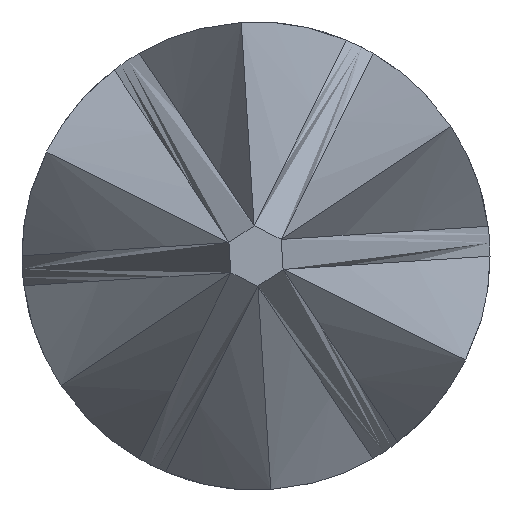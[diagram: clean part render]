
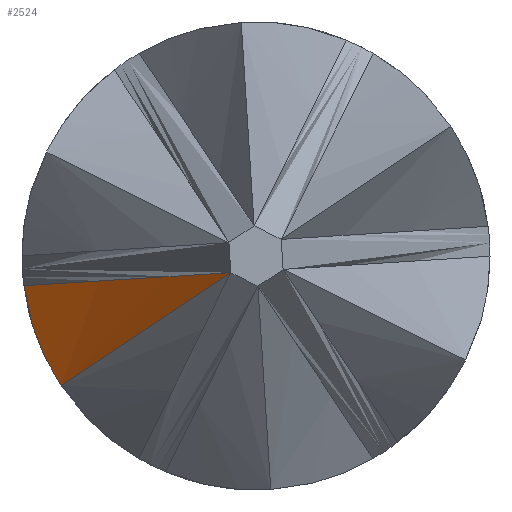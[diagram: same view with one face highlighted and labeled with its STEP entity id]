
A CAD part, left-side view. The second image highlights one B-rep face of the part: STEP entity #2524.
In plain terms, the highlighted free-form (B-spline) face has degree [1, 3] with [2, 4] control points.
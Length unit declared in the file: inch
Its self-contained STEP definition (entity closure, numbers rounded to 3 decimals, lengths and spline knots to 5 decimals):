
#137 =( BOUNDED_SURFACE ( )  B_SPLINE_SURFACE ( 1, 3, ( 
 ( #1136, #1043, #1040, #1039 ),
 ( #1034, #1032, #1031, #1685 ) ),
 .UNSPECIFIED., .F., .F., .T. ) 
 B_SPLINE_SURFACE_WITH_KNOTS ( ( 2, 2 ),
 ( 4, 4 ),
 ( 0., 1. ),
 ( 0., 1. ),
 .UNSPECIFIED. ) 
 GEOMETRIC_REPRESENTATION_ITEM ( )  RATIONAL_B_SPLINE_SURFACE ( (
 ( 1., 0.998, 0.998, 1.),
 ( 1., 0.998, 0.998, 1.) ) ) 
 REPRESENTATION_ITEM ( '' )  SURFACE ( )  );
#244 = CARTESIAN_POINT ( 'NONE',  ( -0.39902, 0.3423, -0.02364 ) ) ;
#246 = DIRECTION ( 'NONE',  ( 0., -0.063, -0.998 ) ) ;
#247 = DIRECTION ( 'NONE',  ( 0., 0.998, -0.063 ) ) ;
#287 = EDGE_CURVE ( 'NONE', #1730, #1684, #2220, .T. ) ;
#473 = FACE_OUTER_BOUND ( 'NONE', #847, .T. ) ;
#566 = B_SPLINE_CURVE_WITH_KNOTS ( 'NONE', 3,
 ( #1458, #1196, #1456, #1455 ),
 .UNSPECIFIED., .F., .F.,
 ( 4, 4 ),
 ( 0., 0.00067 ),
 .UNSPECIFIED. ) ;
#573 = ORIENTED_EDGE ( 'NONE', *, *, #287, .F. ) ;
#590 = ORIENTED_EDGE ( 'NONE', *, *, #1892, .T. ) ;
#594 = ORIENTED_EDGE ( 'NONE', *, *, #764, .T. ) ;
#597 = ORIENTED_EDGE ( 'NONE', *, *, #2149, .T. ) ;
#764 = EDGE_CURVE ( 'NONE', #2467, #1175, #1164, .T. ) ;
#847 = EDGE_LOOP ( 'NONE', ( #597, #594, #590, #573 ) ) ;
#1025 = AXIS2_PLACEMENT_3D ( 'NONE', #244, #246, #247 ) ;
#1031 = CARTESIAN_POINT ( 'NONE',  ( -0.22709, 0.0177, -0.01678 ) ) ;
#1032 = CARTESIAN_POINT ( 'NONE',  ( -0.21092, 0.02679, -0.01736 ) ) ;
#1034 = CARTESIAN_POINT ( 'NONE',  ( -0.19549, 0.03707, -0.01801 ) ) ;
#1039 = CARTESIAN_POINT ( 'NONE',  ( -0.24031, 0.00321, -0.00221 ) ) ;
#1040 = CARTESIAN_POINT ( 'NONE',  ( -0.22311, 0.01122, -0.00271 ) ) ;
#1043 = CARTESIAN_POINT ( 'NONE',  ( -0.20657, 0.02052, -0.0033 ) ) ;
#1120 = B_SPLINE_CURVE_WITH_KNOTS ( 'NONE', 3,
 ( #1805, #1801, #1799, #1798 ),
 .UNSPECIFIED., .F., .F.,
 ( 4, 4 ),
 ( 0.00071, 0.00071 ),
 .UNSPECIFIED. ) ;
#1136 = CARTESIAN_POINT ( 'NONE',  ( -0.19079, 0.03103, -0.00397 ) ) ;
#1155 = CARTESIAN_POINT ( 'NONE',  ( -0.21326, 0.0259, -0.01722 ) ) ;
#1164 = B_SPLINE_CURVE_WITH_KNOTS ( 'NONE', 3,
 ( #1637, #1769, #1809, #1811, #1829, #1839, #1855, #1865, #1869, #1879, #1887, #1889, #1905, #1913, #2444, #1899 ),
 .UNSPECIFIED., .F., .F.,
 ( 4, 3, 3, 3, 3, 4 ),
 ( 0.00059, 0.00078, 0.00097, 0.00116, 0.00136, 0.00156 ),
 .UNSPECIFIED. ) ;
#1175 = VERTEX_POINT ( 'NONE', #1474 ) ;
#1196 = CARTESIAN_POINT ( 'NONE',  ( -0.19791, 0.03012, -0.00961 ) ) ;
#1455 = CARTESIAN_POINT ( 'NONE',  ( -0.21326, 0.0259, -0.01722 ) ) ;
#1456 = CARTESIAN_POINT ( 'NONE',  ( -0.20545, 0.02818, -0.01379 ) ) ;
#1458 = CARTESIAN_POINT ( 'NONE',  ( -0.19107, 0.03085, -0.00395 ) ) ;
#1474 = CARTESIAN_POINT ( 'NONE',  ( -0.24, 0.00336, -0.00223 ) ) ;
#1637 = CARTESIAN_POINT ( 'NONE',  ( -0.21326, 0.0259, -0.01722 ) ) ;
#1684 = VERTEX_POINT ( 'NONE', #2106 ) ;
#1685 = CARTESIAN_POINT ( 'NONE',  ( -0.24391, 0.00987, -0.01629 ) ) ;
#1730 = VERTEX_POINT ( 'NONE', #2082 ) ;
#1769 = CARTESIAN_POINT ( 'NONE',  ( -0.21483, 0.0244, -0.01622 ) ) ;
#1798 = CARTESIAN_POINT ( 'NONE',  ( -0.24, 0.00335, -0.00222 ) ) ;
#1799 = CARTESIAN_POINT ( 'NONE',  ( -0.24, 0.00335, -0.00222 ) ) ;
#1801 = CARTESIAN_POINT ( 'NONE',  ( -0.24, 0.00336, -0.00223 ) ) ;
#1805 = CARTESIAN_POINT ( 'NONE',  ( -0.24, 0.00336, -0.00223 ) ) ;
#1809 = CARTESIAN_POINT ( 'NONE',  ( -0.21642, 0.02291, -0.01523 ) ) ;
#1811 = CARTESIAN_POINT ( 'NONE',  ( -0.21803, 0.02144, -0.01425 ) ) ;
#1829 = CARTESIAN_POINT ( 'NONE',  ( -0.21974, 0.01987, -0.01321 ) ) ;
#1839 = CARTESIAN_POINT ( 'NONE',  ( -0.22148, 0.01832, -0.01218 ) ) ;
#1855 = CARTESIAN_POINT ( 'NONE',  ( -0.22324, 0.01679, -0.01116 ) ) ;
#1865 = CARTESIAN_POINT ( 'NONE',  ( -0.22501, 0.01526, -0.01015 ) ) ;
#1869 = CARTESIAN_POINT ( 'NONE',  ( -0.22679, 0.01375, -0.00914 ) ) ;
#1879 = CARTESIAN_POINT ( 'NONE',  ( -0.2286, 0.01226, -0.00815 ) ) ;
#1887 = CARTESIAN_POINT ( 'NONE',  ( -0.23046, 0.01073, -0.00713 ) ) ;
#1889 = CARTESIAN_POINT ( 'NONE',  ( -0.23234, 0.00922, -0.00613 ) ) ;
#1892 = EDGE_CURVE ( 'NONE', #1175, #1684, #1120, .T. ) ;
#1899 = CARTESIAN_POINT ( 'NONE',  ( -0.24, 0.00336, -0.00223 ) ) ;
#1905 = CARTESIAN_POINT ( 'NONE',  ( -0.23425, 0.00773, -0.00514 ) ) ;
#1913 = CARTESIAN_POINT ( 'NONE',  ( -0.23614, 0.00625, -0.00416 ) ) ;
#2082 = CARTESIAN_POINT ( 'NONE',  ( -0.19107, 0.03085, -0.00395 ) ) ;
#2106 = CARTESIAN_POINT ( 'NONE',  ( -0.24, 0.00335, -0.00222 ) ) ;
#2149 = EDGE_CURVE ( 'NONE', #1730, #2467, #566, .T. ) ;
#2220 = CIRCLE ( 'NONE', #1025, 0.37502 ) ;
#2444 = CARTESIAN_POINT ( 'NONE',  ( -0.23806, 0.0048, -0.00319 ) ) ;
#2467 = VERTEX_POINT ( 'NONE', #1155 ) ;
#2524 = ADVANCED_FACE ( 'NONE', ( #473 ), #137, .T. ) ;
